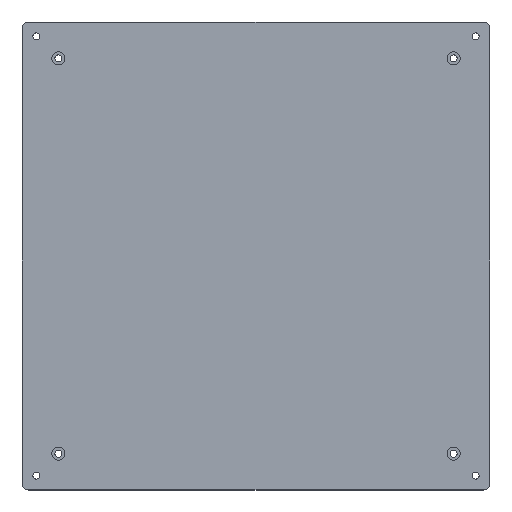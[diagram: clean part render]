
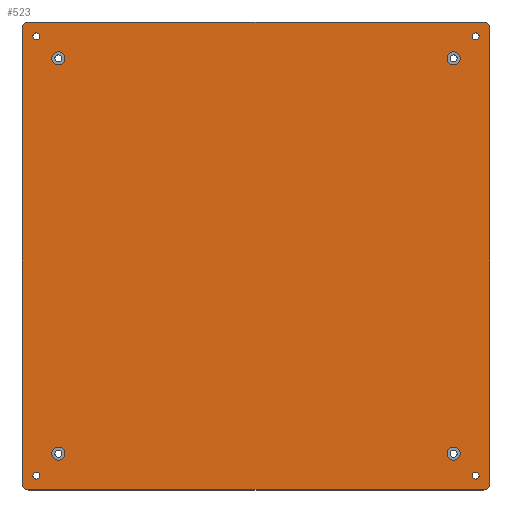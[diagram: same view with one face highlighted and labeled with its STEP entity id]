
A CAD part, top view. The second image highlights one B-rep face of the part: STEP entity #523.
In plain terms, the highlighted planar face has unit normal (0, 0, 1).
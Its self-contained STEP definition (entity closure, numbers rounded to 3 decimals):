
#123=CARTESIAN_POINT('',(-381.45,236.45,316.));
#124=VERTEX_POINT('',#123);
#131=CARTESIAN_POINT('',(-384.45,236.45,316.));
#132=DIRECTION('',(0.,0.,1.));
#133=DIRECTION('',(1.,0.,-0.));
#134=AXIS2_PLACEMENT_3D('',#131,#132,#133);
#135=CIRCLE('',#134,3.);
#136=EDGE_CURVE('',#124,#124,#135,.T.);
#149=CARTESIAN_POINT('',(-560.55,415.55,316.));
#150=VERTEX_POINT('',#149);
#159=CARTESIAN_POINT('',(-563.55,415.55,316.));
#160=DIRECTION('',(0.,0.,1.));
#161=DIRECTION('',(1.,0.,-0.));
#162=AXIS2_PLACEMENT_3D('',#159,#160,#161);
#163=CIRCLE('',#162,3.);
#164=EDGE_CURVE('',#150,#150,#163,.T.);
#191=CARTESIAN_POINT('',(-381.45,415.55,316.));
#192=VERTEX_POINT('',#191);
#201=CARTESIAN_POINT('',(-384.45,415.55,316.));
#202=DIRECTION('',(0.,0.,1.));
#203=DIRECTION('',(1.,0.,-0.));
#204=AXIS2_PLACEMENT_3D('',#201,#202,#203);
#205=CIRCLE('',#204,3.);
#206=EDGE_CURVE('',#192,#192,#205,.T.);
#348=CARTESIAN_POINT('',(-500.,300.,316.));
#349=DIRECTION('',(0.,0.,1.));
#350=DIRECTION('',(1.,0.,-0.));
#351=AXIS2_PLACEMENT_3D('',#348,#349,#350);
#352=PLANE('',#351);
#353=CARTESIAN_POINT('',(-560.55,236.45,316.));
#354=VERTEX_POINT('',#353);
#355=CARTESIAN_POINT('',(-563.55,236.45,316.));
#356=DIRECTION('',(0.,0.,1.));
#357=DIRECTION('',(1.,0.,-0.));
#358=AXIS2_PLACEMENT_3D('',#355,#356,#357);
#359=CIRCLE('',#358,3.);
#360=EDGE_CURVE('',#354,#354,#359,.T.);
#361=ORIENTED_EDGE('',*,*,#360,.F.);
#362=EDGE_LOOP('',(#361));
#363=FACE_BOUND('',#362,.T.);
#364=ORIENTED_EDGE('',*,*,#136,.F.);
#365=EDGE_LOOP('',(#364));
#366=FACE_BOUND('',#365,.T.);
#367=ORIENTED_EDGE('',*,*,#164,.F.);
#368=EDGE_LOOP('',(#367));
#369=FACE_BOUND('',#368,.T.);
#370=ORIENTED_EDGE('',*,*,#206,.F.);
#371=EDGE_LOOP('',(#370));
#372=FACE_BOUND('',#371,.T.);
#373=CARTESIAN_POINT('',(-376.1,425.5,316.));
#374=VERTEX_POINT('',#373);
#375=CARTESIAN_POINT('',(-372.9,425.5,316.));
#376=VERTEX_POINT('',#375);
#377=CARTESIAN_POINT('',(-374.5,425.5,316.));
#378=DIRECTION('',(0.,0.,1.));
#379=DIRECTION('',(1.,0.,-0.));
#380=AXIS2_PLACEMENT_3D('',#377,#378,#379);
#381=CIRCLE('',#380,1.6);
#382=EDGE_CURVE('',#374,#376,#381,.T.);
#383=ORIENTED_EDGE('',*,*,#382,.F.);
#384=CARTESIAN_POINT('',(-374.5,425.5,316.));
#385=DIRECTION('',(0.,0.,1.));
#386=DIRECTION('',(1.,0.,-0.));
#387=AXIS2_PLACEMENT_3D('',#384,#385,#386);
#388=CIRCLE('',#387,1.6);
#389=EDGE_CURVE('',#376,#374,#388,.T.);
#390=ORIENTED_EDGE('',*,*,#389,.F.);
#391=EDGE_LOOP('',(#383,#390));
#392=FACE_BOUND('',#391,.T.);
#393=CARTESIAN_POINT('',(-376.1,226.5,316.));
#394=VERTEX_POINT('',#393);
#395=CARTESIAN_POINT('',(-372.9,226.5,316.));
#396=VERTEX_POINT('',#395);
#397=CARTESIAN_POINT('',(-374.5,226.5,316.));
#398=DIRECTION('',(0.,0.,1.));
#399=DIRECTION('',(1.,0.,-0.));
#400=AXIS2_PLACEMENT_3D('',#397,#398,#399);
#401=CIRCLE('',#400,1.6);
#402=EDGE_CURVE('',#394,#396,#401,.T.);
#403=ORIENTED_EDGE('',*,*,#402,.F.);
#404=CARTESIAN_POINT('',(-374.5,226.5,316.));
#405=DIRECTION('',(0.,0.,1.));
#406=DIRECTION('',(1.,0.,-0.));
#407=AXIS2_PLACEMENT_3D('',#404,#405,#406);
#408=CIRCLE('',#407,1.6);
#409=EDGE_CURVE('',#396,#394,#408,.T.);
#410=ORIENTED_EDGE('',*,*,#409,.F.);
#411=EDGE_LOOP('',(#403,#410));
#412=FACE_BOUND('',#411,.T.);
#413=CARTESIAN_POINT('',(-575.1,425.5,316.));
#414=VERTEX_POINT('',#413);
#415=CARTESIAN_POINT('',(-571.9,425.5,316.));
#416=VERTEX_POINT('',#415);
#417=CARTESIAN_POINT('',(-573.5,425.5,316.));
#418=DIRECTION('',(0.,0.,1.));
#419=DIRECTION('',(1.,0.,-0.));
#420=AXIS2_PLACEMENT_3D('',#417,#418,#419);
#421=CIRCLE('',#420,1.6);
#422=EDGE_CURVE('',#414,#416,#421,.T.);
#423=ORIENTED_EDGE('',*,*,#422,.F.);
#424=CARTESIAN_POINT('',(-573.5,425.5,316.));
#425=DIRECTION('',(0.,0.,1.));
#426=DIRECTION('',(1.,0.,-0.));
#427=AXIS2_PLACEMENT_3D('',#424,#425,#426);
#428=CIRCLE('',#427,1.6);
#429=EDGE_CURVE('',#416,#414,#428,.T.);
#430=ORIENTED_EDGE('',*,*,#429,.F.);
#431=EDGE_LOOP('',(#423,#430));
#432=FACE_BOUND('',#431,.T.);
#433=CARTESIAN_POINT('',(-575.1,226.5,316.));
#434=VERTEX_POINT('',#433);
#435=CARTESIAN_POINT('',(-571.9,226.5,316.));
#436=VERTEX_POINT('',#435);
#437=CARTESIAN_POINT('',(-573.5,226.5,316.));
#438=DIRECTION('',(0.,0.,1.));
#439=DIRECTION('',(1.,0.,-0.));
#440=AXIS2_PLACEMENT_3D('',#437,#438,#439);
#441=CIRCLE('',#440,1.6);
#442=EDGE_CURVE('',#434,#436,#441,.T.);
#443=ORIENTED_EDGE('',*,*,#442,.F.);
#444=CARTESIAN_POINT('',(-573.5,226.5,316.));
#445=DIRECTION('',(0.,0.,1.));
#446=DIRECTION('',(1.,0.,-0.));
#447=AXIS2_PLACEMENT_3D('',#444,#445,#446);
#448=CIRCLE('',#447,1.6);
#449=EDGE_CURVE('',#436,#434,#448,.T.);
#450=ORIENTED_EDGE('',*,*,#449,.F.);
#451=EDGE_LOOP('',(#443,#450));
#452=FACE_BOUND('',#451,.T.);
#453=CARTESIAN_POINT('',(-368.,429.,316.));
#454=VERTEX_POINT('',#453);
#455=CARTESIAN_POINT('',(-368.,223.,316.));
#456=VERTEX_POINT('',#455);
#457=CARTESIAN_POINT('',(-368.,429.,316.));
#458=DIRECTION('',(-0.,-1.,0.));
#459=VECTOR('',#458,206.);
#460=LINE('',#457,#459);
#461=EDGE_CURVE('',#454,#456,#460,.T.);
#462=ORIENTED_EDGE('',*,*,#461,.F.);
#463=CARTESIAN_POINT('',(-371.,432.,316.));
#464=VERTEX_POINT('',#463);
#465=CARTESIAN_POINT('',(-371.,429.,316.));
#466=DIRECTION('',(0.,0.,1.));
#467=DIRECTION('',(1.,0.,-0.));
#468=AXIS2_PLACEMENT_3D('',#465,#466,#467);
#469=CIRCLE('',#468,3.);
#470=EDGE_CURVE('',#454,#464,#469,.T.);
#471=ORIENTED_EDGE('',*,*,#470,.T.);
#472=CARTESIAN_POINT('',(-577.,432.,316.));
#473=VERTEX_POINT('',#472);
#474=CARTESIAN_POINT('',(-577.,432.,316.));
#475=DIRECTION('',(1.,0.,-0.));
#476=VECTOR('',#475,206.);
#477=LINE('',#474,#476);
#478=EDGE_CURVE('',#473,#464,#477,.T.);
#479=ORIENTED_EDGE('',*,*,#478,.F.);
#480=CARTESIAN_POINT('',(-580.,429.,316.));
#481=VERTEX_POINT('',#480);
#482=CARTESIAN_POINT('',(-577.,429.,316.));
#483=DIRECTION('',(0.,0.,1.));
#484=DIRECTION('',(1.,0.,-0.));
#485=AXIS2_PLACEMENT_3D('',#482,#483,#484);
#486=CIRCLE('',#485,3.);
#487=EDGE_CURVE('',#473,#481,#486,.T.);
#488=ORIENTED_EDGE('',*,*,#487,.T.);
#489=CARTESIAN_POINT('',(-580.,223.,316.));
#490=VERTEX_POINT('',#489);
#491=CARTESIAN_POINT('',(-580.,223.,316.));
#492=DIRECTION('',(0.,1.,0.));
#493=VECTOR('',#492,206.);
#494=LINE('',#491,#493);
#495=EDGE_CURVE('',#490,#481,#494,.T.);
#496=ORIENTED_EDGE('',*,*,#495,.F.);
#497=CARTESIAN_POINT('',(-577.,220.,316.));
#498=VERTEX_POINT('',#497);
#499=CARTESIAN_POINT('',(-577.,223.,316.));
#500=DIRECTION('',(0.,0.,1.));
#501=DIRECTION('',(1.,0.,-0.));
#502=AXIS2_PLACEMENT_3D('',#499,#500,#501);
#503=CIRCLE('',#502,3.);
#504=EDGE_CURVE('',#490,#498,#503,.T.);
#505=ORIENTED_EDGE('',*,*,#504,.T.);
#506=CARTESIAN_POINT('',(-371.,220.,316.));
#507=VERTEX_POINT('',#506);
#508=CARTESIAN_POINT('',(-371.,220.,316.));
#509=DIRECTION('',(-1.,0.,0.));
#510=VECTOR('',#509,206.);
#511=LINE('',#508,#510);
#512=EDGE_CURVE('',#507,#498,#511,.T.);
#513=ORIENTED_EDGE('',*,*,#512,.F.);
#514=CARTESIAN_POINT('',(-371.,223.,316.));
#515=DIRECTION('',(0.,0.,1.));
#516=DIRECTION('',(1.,0.,-0.));
#517=AXIS2_PLACEMENT_3D('',#514,#515,#516);
#518=CIRCLE('',#517,3.);
#519=EDGE_CURVE('',#507,#456,#518,.T.);
#520=ORIENTED_EDGE('',*,*,#519,.T.);
#521=EDGE_LOOP('',(#462,#471,#479,#488,#496,#505,#513,#520));
#522=FACE_BOUND('',#521,.T.);
#523=ADVANCED_FACE('',(#363,#366,#369,#372,#392,#412,#432,#452,#522),#352,.T.);
